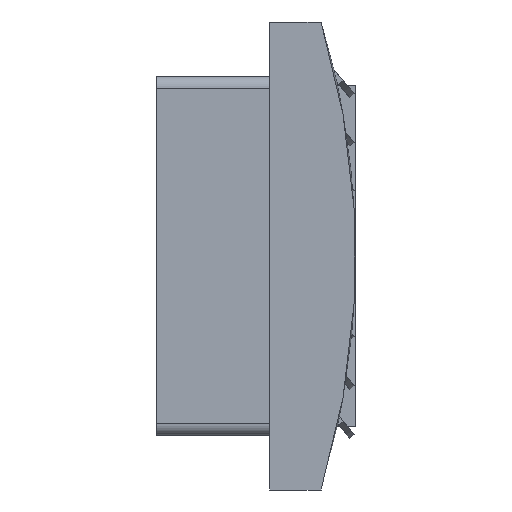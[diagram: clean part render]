
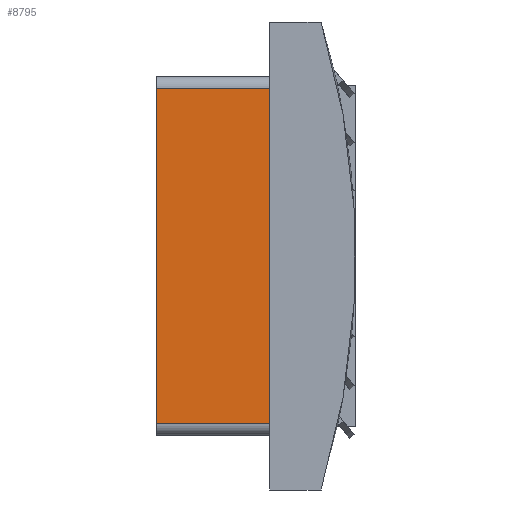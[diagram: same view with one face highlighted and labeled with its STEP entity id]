
A CAD part, left-side view. The second image highlights one B-rep face of the part: STEP entity #8795.
In plain terms, the highlighted planar face has unit normal (-1, 0, 0).
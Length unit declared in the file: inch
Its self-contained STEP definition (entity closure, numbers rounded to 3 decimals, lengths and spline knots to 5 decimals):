
#1142 = VERTEX_POINT ( 'NONE', #2558 ) ;
#2236 = CARTESIAN_POINT ( 'NONE',  ( -1.81102, 0., 1.69291 ) ) ;
#2308 = DIRECTION ( 'NONE',  ( 0., 0., 1. ) ) ;
#2558 = CARTESIAN_POINT ( 'NONE',  ( -1.81102, 1.14173, -1.69291 ) ) ;
#2720 = DIRECTION ( 'NONE',  ( -1., 0., 0. ) ) ;
#2834 = AXIS2_PLACEMENT_3D ( 'NONE', #3387, #2720, #9959 ) ;
#3063 = ORIENTED_EDGE ( 'NONE', *, *, #3596, .T. ) ;
#3387 = CARTESIAN_POINT ( 'NONE',  ( -1.81102, 0., 0. ) ) ;
#3596 = EDGE_CURVE ( 'NONE', #1142, #7213, #3849, .T. ) ;
#3662 = CARTESIAN_POINT ( 'NONE',  ( -1.81102, 1.14173, 0. ) ) ;
#3680 = FACE_OUTER_BOUND ( 'NONE', #8018, .T. ) ;
#3780 = CARTESIAN_POINT ( 'NONE',  ( -1.81102, 0., -1.69291 ) ) ;
#3849 = LINE ( 'NONE', #10215, #10185 ) ;
#4382 = ORIENTED_EDGE ( 'NONE', *, *, #11556, .T. ) ;
#4462 = CARTESIAN_POINT ( 'NONE',  ( -1.81102, 0., 0. ) ) ;
#4668 = VERTEX_POINT ( 'NONE', #6370 ) ;
#5453 = PLANE ( 'NONE',  #2834 ) ;
#5456 = DIRECTION ( 'NONE',  ( 0., 0., -1. ) ) ;
#5789 = DIRECTION ( 'NONE',  ( 0., -1., 0. ) ) ;
#5928 = ORIENTED_EDGE ( 'NONE', *, *, #11096, .T. ) ;
#6353 = CARTESIAN_POINT ( 'NONE',  ( -1.81102, 0., 1.69291 ) ) ;
#6370 = CARTESIAN_POINT ( 'NONE',  ( -1.81102, 1.14173, 1.69291 ) ) ;
#6669 = DIRECTION ( 'NONE',  ( 0., 1., 0. ) ) ;
#7213 = VERTEX_POINT ( 'NONE', #3780 ) ;
#7522 = LINE ( 'NONE', #3662, #9235 ) ;
#8018 = EDGE_LOOP ( 'NONE', ( #5928, #11614, #4382, #3063 ) ) ;
#8795 = ADVANCED_FACE ( 'NONE', ( #3680 ), #5453, .T. ) ;
#9235 = VECTOR ( 'NONE', #5456, 39.37008 ) ;
#9259 = LINE ( 'NONE', #2236, #9692 ) ;
#9692 = VECTOR ( 'NONE', #6669, 39.37008 ) ;
#9959 = DIRECTION ( 'NONE',  ( 0., -1., 0. ) ) ;
#10185 = VECTOR ( 'NONE', #5789, 39.37008 ) ;
#10215 = CARTESIAN_POINT ( 'NONE',  ( -1.81102, 0., -1.69291 ) ) ;
#10815 = EDGE_CURVE ( 'NONE', #11079, #4668, #9259, .T. ) ;
#11079 = VERTEX_POINT ( 'NONE', #6353 ) ;
#11096 = EDGE_CURVE ( 'NONE', #7213, #11079, #11374, .T. ) ;
#11101 = VECTOR ( 'NONE', #2308, 39.37008 ) ;
#11374 = LINE ( 'NONE', #4462, #11101 ) ;
#11556 = EDGE_CURVE ( 'NONE', #4668, #1142, #7522, .T. ) ;
#11614 = ORIENTED_EDGE ( 'NONE', *, *, #10815, .T. ) ;
